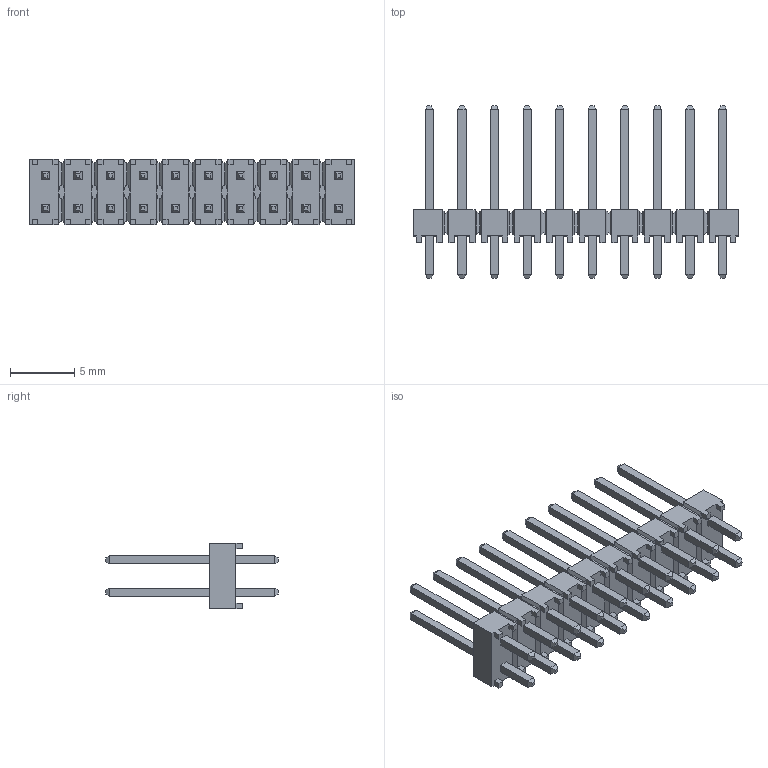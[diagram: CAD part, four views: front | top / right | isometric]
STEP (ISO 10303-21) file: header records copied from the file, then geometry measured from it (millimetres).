
FILE_DESCRIPTION (( 'STEP AP214' ), '1' );
FILE_NAME ('TSW-110-14-G-D.STEP', '2023-03-14T12:51:34', ( '' ), ( '' ), 'SwSTEP 2.0', 'SolidWorks 2022', '' );
FILE_SCHEMA (( 'AUTOMOTIVE_DESIGN' ));
Length unit declared in the file: inch
Products named in the file (3): T-1S6-08-TSW-1-14-10-D; TSW-110-14-G-D; TSW-110-14-G-D_body
Assembly tree (2 placements, depth 2):
  TSW-110-14-G-D
    T-1S6-08-TSW-1-14-10-D
    TSW-110-14-G-D_body
Bounding box: 25.4 x 13.46 x 5.08 mm (x, y, z)
Volume: 350.5 mm3; surface area: 1389.2 mm2
Topology: 2 solids, 2 shells, 828 faces, 2066 edges, 1264 vertices
Faces by surface type: plane 828
Entity records: 34674 total; most frequent: CARTESIAN_POINT 4163, ORIENTED_EDGE 4132, DIRECTION 3732, LINE 2066, VECTOR 2066, EDGE_CURVE 2066, VERTEX_POINT 1264, EDGE_LOOP 908
